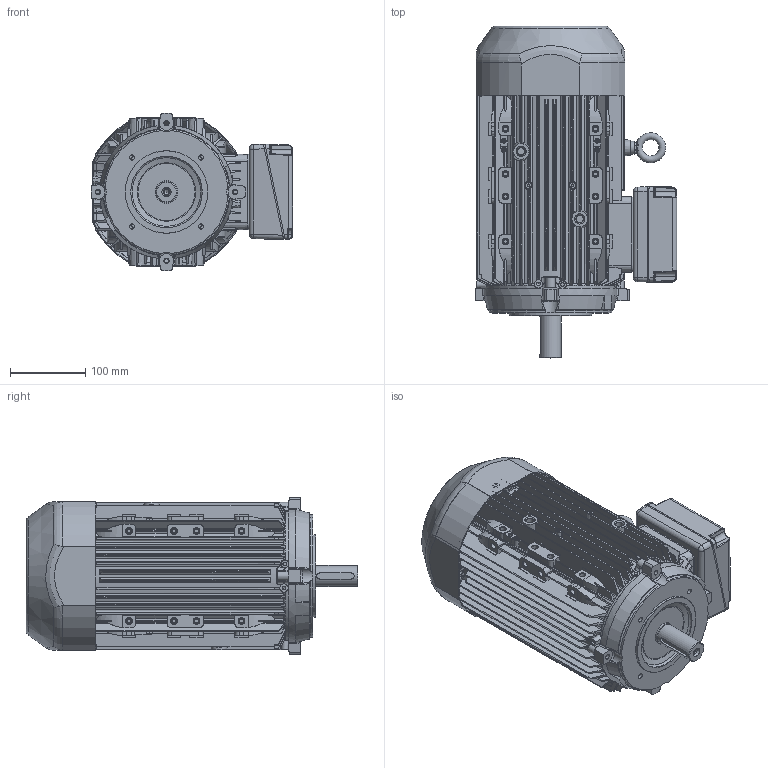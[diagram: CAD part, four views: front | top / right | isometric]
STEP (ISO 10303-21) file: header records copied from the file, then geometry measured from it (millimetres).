
FILE_DESCRIPTION( ( 'Unknown' ), '1' );
FILE_NAME( 'WP-DA100LF B14.stp', 'Unknown', ( 'Unknown' ), ( 'Unknown' ), 'PSStep 17.0.49', 'Unknown', ' ' );
FILE_SCHEMA( ( 'AUTOMOTIVE_DESIGN { 1 0 10303 214 1 1 1 1 }' ) );
Length unit declared in the file: millimetre
Products named in the file (1): 1
Bounding box: 268.05 x 442.05 x 209.57 mm (x, y, z)
Volume: 2194259.7 mm3; surface area: 1079900.3 mm2
Topology: 1 solids, 18 shells, 2850 faces, 7451 edges, 4696 vertices
Faces by surface type: plane 1051, cylinder 800, cone 478, bspline 376, torus 115, sphere 20, extrusion 10
Full cylindrical faces by diameter (mm): 5 x13, 5.5 x5, 5.8 x5, 6 x5, 6.2 x15, 6.5 x1, 6.6 x4, 6.8 x1, 6.885 x4, 6.9 x4, 8 x1, 8.4 x1, 10 x3, 11 x4, 12 x2, 17 x1, 28 x1, 29.875 x2, 41.9 x1, 54.9 x1, 61.905 x1, 95.15 x1, 110.1 x1, 164.77 x1, 171 x2
Entity records: 159374 total; most frequent: CARTESIAN_POINT 72191, ORIENTED_EDGE 14024, DIRECTION 12204, EDGE_CURVE 7012, AXIS2_PLACEMENT_3D 4757, VERTEX_POINT 4610, EDGE_LOOP 3326, FACE_OUTER_BOUND 2938
